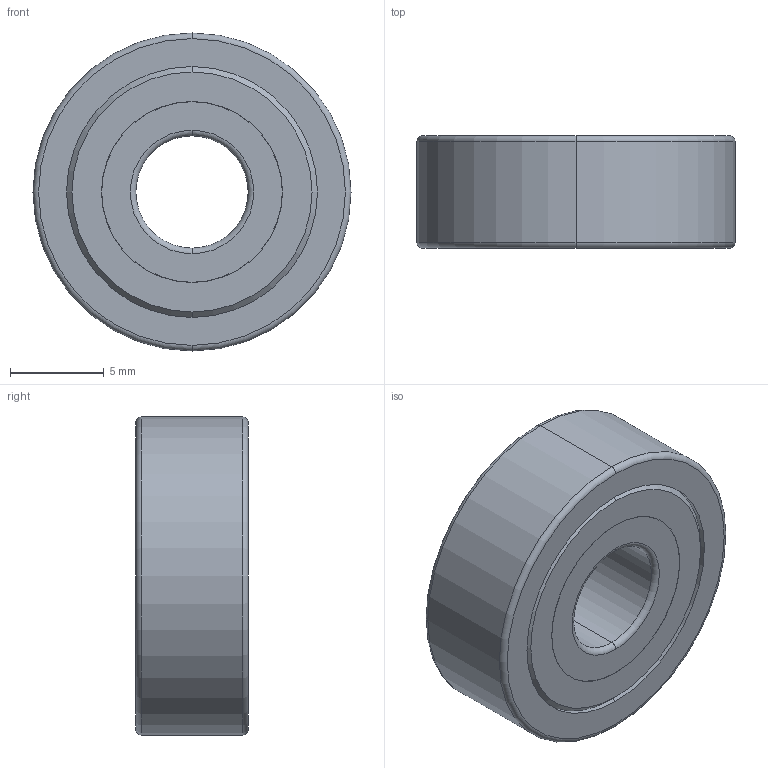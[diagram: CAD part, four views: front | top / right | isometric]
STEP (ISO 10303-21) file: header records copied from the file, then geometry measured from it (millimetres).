
FILE_DESCRIPTION((''),'2;1');
FILE_NAME('17MM_BEARING','2023-06-22T10:32:49',('Lenovo'),(''),'CREO PARAMETRIC BY PTC INC, 2022073','CREO PARAMETRIC BY PTC INC, 2022073','');
FILE_SCHEMA(('CONFIG_CONTROL_DESIGN'));
Length unit declared in the file: millimetre
Products named in the file (1): 17MM_BEARING
Bounding box: 17 x 6 x 17 mm (x, y, z)
Volume: 927.8 mm3; surface area: 1735.5 mm2
Topology: 10 solids, 10 shells, 90 faces, 214 edges, 120 vertices
Faces by surface type: sphere 32, cylinder 28, torus 14, plane 12, cone 4
Entity records: 2472 total; most frequent: DIRECTION 512, CARTESIAN_POINT 392, ORIENTED_EDGE 364, AXIS2_PLACEMENT_3D 240, EDGE_CURVE 182, CIRCLE 150, VERTEX_POINT 120, EDGE_LOOP 102
